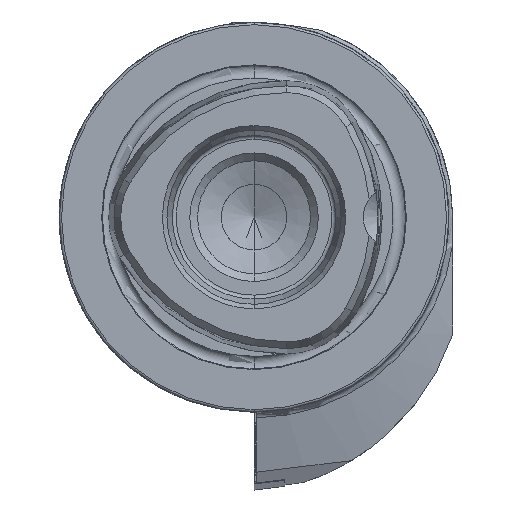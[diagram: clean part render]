
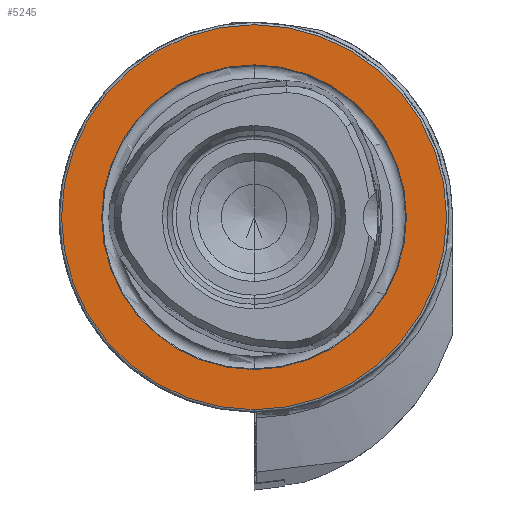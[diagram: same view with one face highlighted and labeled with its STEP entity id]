
A CAD part, left-side view. The second image highlights one B-rep face of the part: STEP entity #5245.
In plain terms, the highlighted planar face has unit normal (-1, 0, 0).
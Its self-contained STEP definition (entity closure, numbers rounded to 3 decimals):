
#62 = VERTEX_POINT ( 'NONE', #11368 ) ;
#400 = EDGE_CURVE ( 'NONE', #18311, #2606, #6119, .T. ) ;
#446 = AXIS2_PLACEMENT_3D ( 'NONE', #13139, #2965, #14538 ) ;
#1173 = CARTESIAN_POINT ( 'NONE',  ( 0., 0., 0. ) ) ;
#1324 = DIRECTION ( 'NONE',  ( -1., 0., 0. ) ) ;
#1502 = AXIS2_PLACEMENT_3D ( 'NONE', #10137, #15869, #7229 ) ;
#1938 = CIRCLE ( 'NONE', #17284, 19.55 ) ;
#2441 = EDGE_CURVE ( 'NONE', #2606, #18311, #6630, .T. ) ;
#2606 = VERTEX_POINT ( 'NONE', #8912 ) ;
#2965 = DIRECTION ( 'NONE',  ( 1., 0., 0. ) ) ;
#5245 = ADVANCED_FACE ( 'NONE', ( #7397, #15858 ), #11546, .F. ) ;
#6119 = CIRCLE ( 'NONE', #16320, 24.7 ) ;
#6630 = CIRCLE ( 'NONE', #1502, 24.7 ) ;
#6705 = CARTESIAN_POINT ( 'NONE',  ( 0., 0., -19.55 ) ) ;
#7175 = ORIENTED_EDGE ( 'NONE', *, *, #17851, .F. ) ;
#7229 = DIRECTION ( 'NONE',  ( 0., 0., 1. ) ) ;
#7397 = FACE_BOUND ( 'NONE', #16403, .T. ) ;
#7449 = ORIENTED_EDGE ( 'NONE', *, *, #2441, .T. ) ;
#8242 = DIRECTION ( 'NONE',  ( -1., 0., 0. ) ) ;
#8682 = DIRECTION ( 'NONE',  ( 0., 0., 1. ) ) ;
#8912 = CARTESIAN_POINT ( 'NONE',  ( 0., 0., -24.7 ) ) ;
#9714 = VERTEX_POINT ( 'NONE', #6705 ) ;
#9721 = CIRCLE ( 'NONE', #14841, 19.55 ) ;
#9995 = CARTESIAN_POINT ( 'NONE',  ( 0., 0., 24.7 ) ) ;
#10137 = CARTESIAN_POINT ( 'NONE',  ( 0., 0., 0. ) ) ;
#10548 = DIRECTION ( 'NONE',  ( -1., 0., 0. ) ) ;
#11027 = ORIENTED_EDGE ( 'NONE', *, *, #400, .T. ) ;
#11130 = CARTESIAN_POINT ( 'NONE',  ( 0., 0., 0. ) ) ;
#11368 = CARTESIAN_POINT ( 'NONE',  ( 0., 0., 19.55 ) ) ;
#11546 = PLANE ( 'NONE',  #446 ) ;
#11669 = EDGE_CURVE ( 'NONE', #9714, #62, #9721, .T. ) ;
#13139 = CARTESIAN_POINT ( 'NONE',  ( 0., 19.55, 0. ) ) ;
#13282 = DIRECTION ( 'NONE',  ( 0., 0., 1. ) ) ;
#13501 = ORIENTED_EDGE ( 'NONE', *, *, #11669, .F. ) ;
#14279 = EDGE_LOOP ( 'NONE', ( #11027, #7449 ) ) ;
#14538 = DIRECTION ( 'NONE',  ( 0., 0., -1. ) ) ;
#14691 = CARTESIAN_POINT ( 'NONE',  ( 0., 0., 0. ) ) ;
#14841 = AXIS2_PLACEMENT_3D ( 'NONE', #14691, #10548, #13282 ) ;
#15858 = FACE_OUTER_BOUND ( 'NONE', #14279, .T. ) ;
#15869 = DIRECTION ( 'NONE',  ( -1., 0., 0. ) ) ;
#16320 = AXIS2_PLACEMENT_3D ( 'NONE', #11130, #1324, #8682 ) ;
#16403 = EDGE_LOOP ( 'NONE', ( #7175, #13501 ) ) ;
#17284 = AXIS2_PLACEMENT_3D ( 'NONE', #1173, #8242, #18489 ) ;
#17851 = EDGE_CURVE ( 'NONE', #62, #9714, #1938, .T. ) ;
#18311 = VERTEX_POINT ( 'NONE', #9995 ) ;
#18489 = DIRECTION ( 'NONE',  ( 0., 0., 1. ) ) ;
